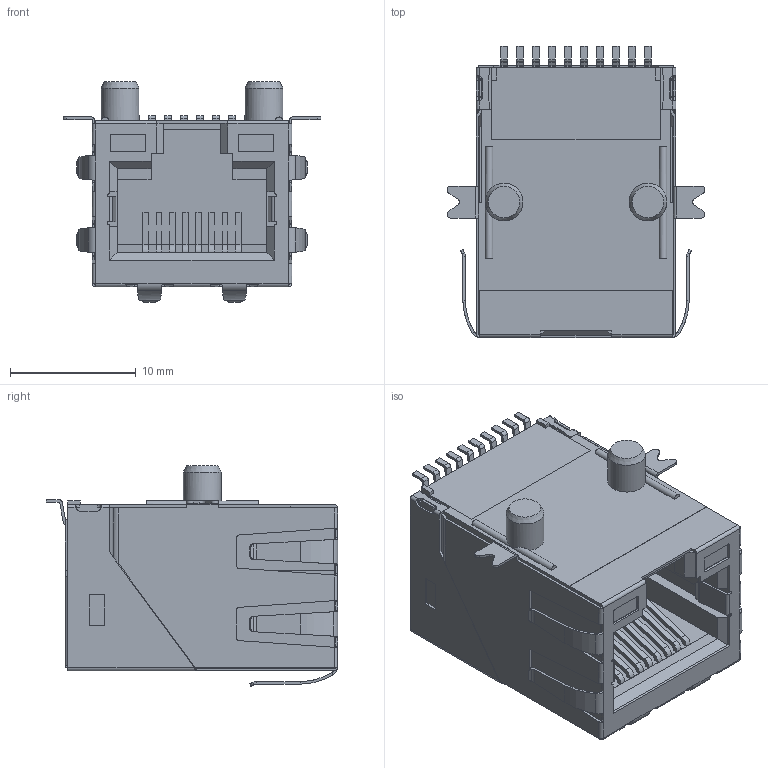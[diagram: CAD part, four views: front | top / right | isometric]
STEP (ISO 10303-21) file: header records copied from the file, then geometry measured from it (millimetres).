
FILE_DESCRIPTION( ( 'Unknown' ), '1' );
FILE_NAME( '7498011211.stp', 'Unknown', ( 'Unknown' ), ( 'Unknown' ), 'PSStep 17.0.49', 'Unknown', ' ' );
FILE_SCHEMA( ( 'AUTOMOTIVE_DESIGN { 1 0 10303 214 1 1 1 1 }' ) );
Length unit declared in the file: millimetre
Products named in the file (6): Assem1; Insulator_3; Insulator; Shielding; Insulator_2; Shielding_2
Assembly tree (5 placements, depth 2):
  Assem1
    Insulator_3
    Insulator
    Shielding
    Insulator_2
    Shielding_2
Bounding box: 20.5 x 23.15 x 17.52 mm (x, y, z)
Volume: 2035.5 mm3; surface area: 5966 mm2
Topology: 5 solids, 5 shells, 887 faces, 2411 edges, 1526 vertices
Faces by surface type: plane 526, cylinder 267, bspline 68, extrusion 14, sphere 10, cone 2
Full cylindrical faces by diameter (mm): 3 x2
Entity records: 36835 total; most frequent: CARTESIAN_POINT 7918, ORIENTED_EDGE 4794, DIRECTION 4109, EDGE_CURVE 2397, VECTOR 1623, LINE 1609, VERTEX_POINT 1526, AXIS2_PLACEMENT_3D 1243
